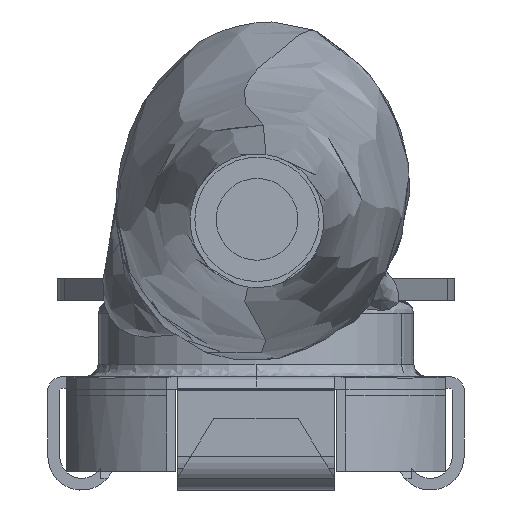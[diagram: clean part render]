
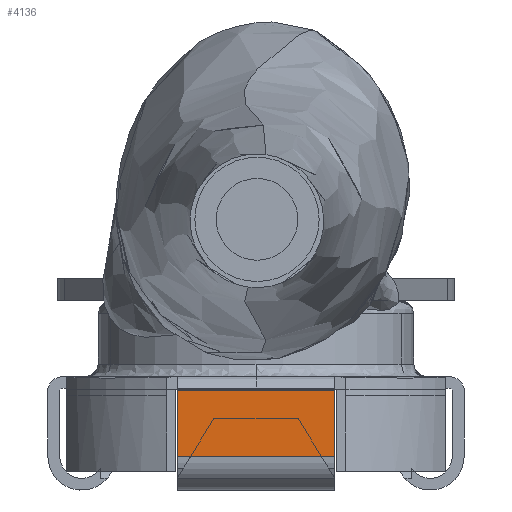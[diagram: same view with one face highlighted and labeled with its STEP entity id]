
A CAD part, front view. The second image highlights one B-rep face of the part: STEP entity #4136.
In plain terms, the highlighted planar face has unit normal (0, -1, 0).
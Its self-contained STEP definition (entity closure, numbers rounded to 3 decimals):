
#256 = EDGE_CURVE ( 'NONE', #839, #3481, #6148, .T. ) ;
#756 = ORIENTED_EDGE ( 'NONE', *, *, #8959, .F. ) ;
#839 = VERTEX_POINT ( 'NONE', #6117 ) ;
#1046 = VECTOR ( 'NONE', #9290, 1000. ) ;
#1461 = EDGE_LOOP ( 'NONE', ( #9251, #756, #2289, #5243 ) ) ;
#2035 = LINE ( 'NONE', #8089, #4056 ) ;
#2142 = CARTESIAN_POINT ( 'NONE',  ( 0.553, -0.223, -4.492 ) ) ;
#2242 = EDGE_CURVE ( 'NONE', #3481, #8128, #2035, .T. ) ;
#2289 = ORIENTED_EDGE ( 'NONE', *, *, #256, .T. ) ;
#3481 = VERTEX_POINT ( 'NONE', #7998 ) ;
#3519 = EDGE_CURVE ( 'NONE', #8128, #8002, #6882, .T. ) ;
#4056 = VECTOR ( 'NONE', #7749, 1000. ) ;
#4136 = ADVANCED_FACE ( 'NONE', ( #4633 ), #8862, .T. ) ;
#4210 = CARTESIAN_POINT ( 'NONE',  ( 3.728, -0.223, -5.858 ) ) ;
#4214 = VECTOR ( 'NONE', #4876, 1000. ) ;
#4633 = FACE_OUTER_BOUND ( 'NONE', #1461, .T. ) ;
#4770 = AXIS2_PLACEMENT_3D ( 'NONE', #8687, #8600, #8577 ) ;
#4876 = DIRECTION ( 'NONE',  ( 0., 0., -1. ) ) ;
#5057 = LINE ( 'NONE', #9352, #1046 ) ;
#5243 = ORIENTED_EDGE ( 'NONE', *, *, #2242, .T. ) ;
#5942 = DIRECTION ( 'NONE',  ( 0., 0., 1. ) ) ;
#6117 = CARTESIAN_POINT ( 'NONE',  ( 0.553, -0.223, -4.492 ) ) ;
#6148 = LINE ( 'NONE', #2142, #4214 ) ;
#6499 = CARTESIAN_POINT ( 'NONE',  ( 3.728, -0.223, -4.492 ) ) ;
#6882 = LINE ( 'NONE', #6499, #8865 ) ;
#7749 = DIRECTION ( 'NONE',  ( 1., 0., 0. ) ) ;
#7998 = CARTESIAN_POINT ( 'NONE',  ( 0.553, -0.223, -5.858 ) ) ;
#8002 = VERTEX_POINT ( 'NONE', #9004 ) ;
#8089 = CARTESIAN_POINT ( 'NONE',  ( 2.141, -0.223, -5.858 ) ) ;
#8128 = VERTEX_POINT ( 'NONE', #4210 ) ;
#8577 = DIRECTION ( 'NONE',  ( 1., 0., 0. ) ) ;
#8600 = DIRECTION ( 'NONE',  ( 0., -1., 0. ) ) ;
#8687 = CARTESIAN_POINT ( 'NONE',  ( 2.141, -0.223, -4.492 ) ) ;
#8862 = PLANE ( 'NONE',  #4770 ) ;
#8865 = VECTOR ( 'NONE', #5942, 1000. ) ;
#8959 = EDGE_CURVE ( 'NONE', #839, #8002, #5057, .T. ) ;
#9004 = CARTESIAN_POINT ( 'NONE',  ( 3.728, -0.223, -4.492 ) ) ;
#9251 = ORIENTED_EDGE ( 'NONE', *, *, #3519, .T. ) ;
#9290 = DIRECTION ( 'NONE',  ( 1., 0., 0. ) ) ;
#9352 = CARTESIAN_POINT ( 'NONE',  ( 2.141, -0.223, -4.492 ) ) ;
